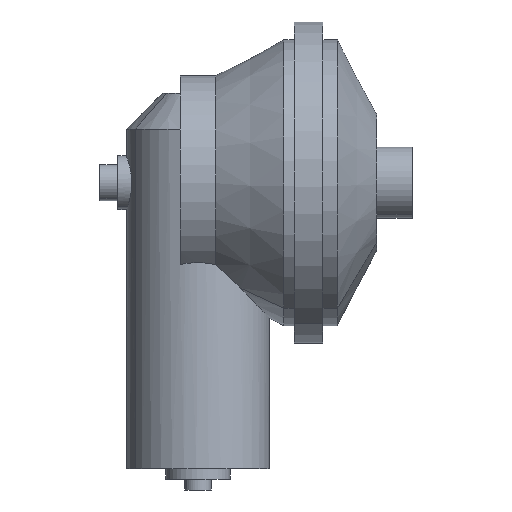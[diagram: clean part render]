
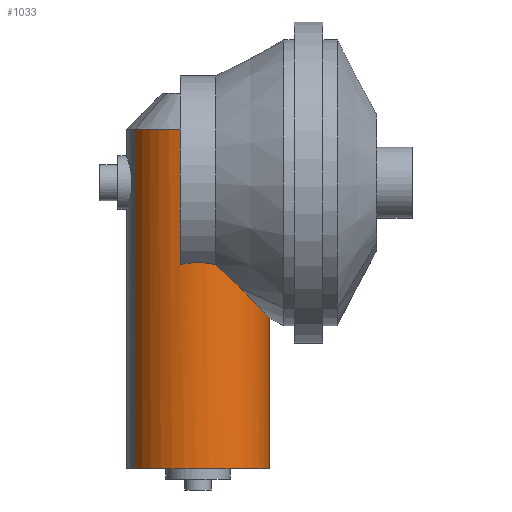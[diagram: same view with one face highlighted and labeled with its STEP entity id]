
A CAD part, left-side view. The second image highlights one B-rep face of the part: STEP entity #1033.
In plain terms, the highlighted cylindrical face has radius 40 mm (diameter 80 mm), a partial arc.
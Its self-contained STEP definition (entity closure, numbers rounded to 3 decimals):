
#146=CARTESIAN_POINT('Vertex',(-38.73,110.,134.174)) ;
#162=CARTESIAN_POINT('Vertex',(-38.73,130.,134.174)) ;
#166=CARTESIAN_POINT('Control Point',(-38.73,110.,134.174)) ;
#167=CARTESIAN_POINT('Control Point',(-39.726,113.86,135.017)) ;
#168=CARTESIAN_POINT('Control Point',(-40.263,117.913,135.519)) ;
#169=CARTESIAN_POINT('Control Point',(-40.264,122.087,135.52)) ;
#170=CARTESIAN_POINT('Control Point',(-39.726,126.14,135.017)) ;
#171=CARTESIAN_POINT('Control Point',(-38.73,130.,134.174)) ;
#189=CARTESIAN_POINT('Vertex',(-32.223,96.3,121.017)) ;
#207=CARTESIAN_POINT('Control Point',(-38.73,110.,134.174)) ;
#208=CARTESIAN_POINT('Control Point',(-37.784,106.336,130.849)) ;
#209=CARTESIAN_POINT('Control Point',(-36.388,102.832,127.496)) ;
#210=CARTESIAN_POINT('Control Point',(-34.549,99.463,124.185)) ;
#211=CARTESIAN_POINT('Control Point',(-32.223,96.3,121.017)) ;
#515=CARTESIAN_POINT('Control Point',(19.177,84.897,109.344)) ;
#516=CARTESIAN_POINT('Control Point',(15.956,83.137,107.51)) ;
#517=CARTESIAN_POINT('Control Point',(12.406,81.677,105.978)) ;
#518=CARTESIAN_POINT('Control Point',(8.538,80.602,104.845)) ;
#519=CARTESIAN_POINT('Control Point',(1.581,79.644,103.836)) ;
#520=CARTESIAN_POINT('Control Point',(-5.409,80.207,104.429)) ;
#521=CARTESIAN_POINT('Control Point',(-8.251,80.706,104.955)) ;
#522=CARTESIAN_POINT('Control Point',(-12.629,81.881,106.192)) ;
#523=CARTESIAN_POINT('Control Point',(-16.635,83.568,107.958)) ;
#524=CARTESIAN_POINT('Control Point',(-18.088,84.27,108.692)) ;
#525=CARTESIAN_POINT('Control Point',(-22.453,86.651,111.174)) ;
#526=CARTESIAN_POINT('Control Point',(-26.209,89.534,114.155)) ;
#527=CARTESIAN_POINT('Control Point',(-28.478,91.666,116.344)) ;
#528=CARTESIAN_POINT('Control Point',(-30.479,93.929,118.643)) ;
#529=CARTESIAN_POINT('Control Point',(-32.223,96.3,121.017)) ;
#530=CARTESIAN_POINT('Vertex',(19.177,84.897,109.344)) ;
#733=CARTESIAN_POINT('Vertex',(-38.73,130.,210.)) ;
#736=CARTESIAN_POINT('Line Origine',(-38.73,130.,172.087)) ;
#898=CARTESIAN_POINT('Line Origine',(19.177,84.897,8.)) ;
#902=CARTESIAN_POINT('Vertex',(19.177,84.897,20.)) ;
#909=CARTESIAN_POINT('Vertex',(-19.177,155.103,20.)) ;
#912=CARTESIAN_POINT('Line Origine',(-19.177,155.103,8.)) ;
#916=CARTESIAN_POINT('Vertex',(-19.177,155.103,210.)) ;
#1008=CARTESIAN_POINT('Axis2P3D Location',(0.,120.,8.)) ;
#1013=CARTESIAN_POINT('Axis2P3D Location',(0.,120.,210.)) ;
#1018=CARTESIAN_POINT('Axis2P3D Location',(0.,120.,20.)) ;
#738=VECTOR('Line Direction',#737,1.) ;
#900=VECTOR('Line Direction',#899,1.) ;
#914=VECTOR('Line Direction',#913,1.) ;
#737=DIRECTION('Vector Direction',(0.,0.,1.)) ;
#899=DIRECTION('Vector Direction',(0.,0.,1.)) ;
#913=DIRECTION('Vector Direction',(0.,0.,1.)) ;
#1009=DIRECTION('Axis2P3D Direction',(0.,0.,1.)) ;
#1010=DIRECTION('Axis2P3D XDirection',(-0.479,0.878,-0.)) ;
#1014=DIRECTION('Axis2P3D Direction',(0.,0.,1.)) ;
#1019=DIRECTION('Axis2P3D Direction',(0.,0.,1.)) ;
#1011=AXIS2_PLACEMENT_3D('Cylinder Axis2P3D',#1008,#1009,#1010) ;
#1015=AXIS2_PLACEMENT_3D('Circle Axis2P3D',#1013,#1014,$) ;
#1020=AXIS2_PLACEMENT_3D('Circle Axis2P3D',#1018,#1019,$) ;
#739=LINE('Line',#736,#738) ;
#901=LINE('Line',#898,#900) ;
#915=LINE('Line',#912,#914) ;
#1016=CIRCLE('generated circle',#1015,40.) ;
#1021=CIRCLE('generated circle',#1020,40.) ;
#1012=CYLINDRICAL_SURFACE('generated cylinder',#1011,40.) ;
#172=EDGE_CURVE('',#147,#163,#165,.T.) ;
#212=EDGE_CURVE('',#147,#190,#206,.T.) ;
#532=EDGE_CURVE('',#531,#190,#514,.T.) ;
#740=EDGE_CURVE('',#163,#734,#739,.T.) ;
#904=EDGE_CURVE('',#903,#531,#901,.T.) ;
#918=EDGE_CURVE('',#910,#917,#915,.T.) ;
#1017=EDGE_CURVE('',#917,#734,#1016,.T.) ;
#1022=EDGE_CURVE('',#910,#903,#1021,.T.) ;
#1023=EDGE_LOOP('',(#1024,#1025,#1026,#1027,#1028,#1029,#1030,#1031)) ;
#1024=ORIENTED_EDGE('',*,*,#1017,.F.) ;
#1025=ORIENTED_EDGE('',*,*,#918,.F.) ;
#1026=ORIENTED_EDGE('',*,*,#1022,.T.) ;
#1027=ORIENTED_EDGE('',*,*,#904,.T.) ;
#1028=ORIENTED_EDGE('',*,*,#532,.T.) ;
#1029=ORIENTED_EDGE('',*,*,#212,.F.) ;
#1030=ORIENTED_EDGE('',*,*,#172,.T.) ;
#1031=ORIENTED_EDGE('',*,*,#740,.T.) ;
#147=VERTEX_POINT('',#146) ;
#163=VERTEX_POINT('',#162) ;
#190=VERTEX_POINT('',#189) ;
#531=VERTEX_POINT('',#530) ;
#734=VERTEX_POINT('',#733) ;
#903=VERTEX_POINT('',#902) ;
#910=VERTEX_POINT('',#909) ;
#917=VERTEX_POINT('',#916) ;
#1033=ADVANCED_FACE('Naped',(#1032),#1012,.T.) ;
#165=B_SPLINE_CURVE_WITH_KNOTS('',5,(#166,#167,#168,#169,#170,#171),.UNSPECIFIED.,.F.,.U.,(6,6),(0.,28.946),.UNSPECIFIED.) ;
#206=B_SPLINE_CURVE_WITH_KNOTS('',4,(#207,#208,#209,#210,#211),.UNSPECIFIED.,.F.,.U.,(5,5),(0.,32.479),.UNSPECIFIED.) ;
#514=B_SPLINE_CURVE_WITH_KNOTS('',5,(#515,#516,#517,#518,#519,#520,#521,#522,#523,#524,#525,#526,#527,#528,#529),.UNSPECIFIED.,.F.,.U.,(6,3,3,3,6),(0.,33.562,57.448,71.915,102.832),.UNSPECIFIED.) ;
#1032=FACE_OUTER_BOUND('',#1023,.T.) ;
